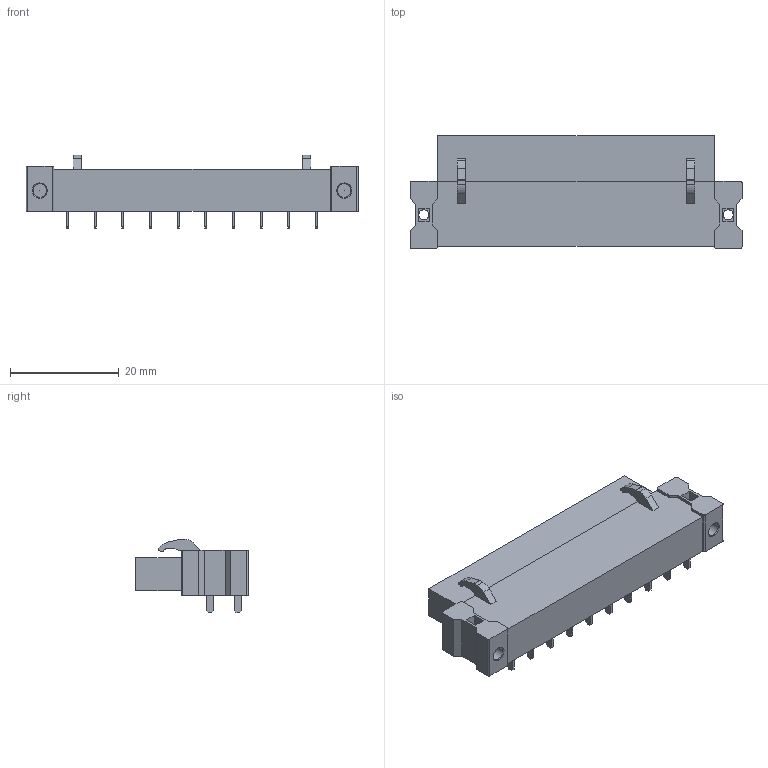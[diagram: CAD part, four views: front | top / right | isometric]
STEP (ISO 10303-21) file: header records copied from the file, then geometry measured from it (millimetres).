
FILE_DESCRIPTION(('CATIA V5 STEP','CAx-IF Rec.Pracs.--- Model Styling and Organization---1.2---2011-12-15'),'2;1');
FILE_NAME ('D1457323_0_1843830000_1843830000.stp','2018-09-01T03:05:35+00:00',('none'),('Weidmueller'),'CATIA Version 5-6 Release 2014','CATIA V5 STEP AP214','none');
FILE_SCHEMA(('AUTOMOTIVE_DESIGN { 1 0 10303 214 1 1 1 1 }'));
Length unit declared in the file: millimetre
Products named in the file (1): 1843830000
Bounding box: 60.96 x 20.65 x 13.48 mm (x, y, z)
Volume: 7972.6 mm3; surface area: 4322.7 mm2
Topology: 21 solids, 21 shells, 422 faces, 1010 edges, 670 vertices
Faces by surface type: plane 352, cylinder 42, cone 28
Entity records: 11062 total; most frequent: ORIENTED_EDGE 2020, CARTESIAN_POINT 1918, DIRECTION 1484, EDGE_CURVE 1010, VECTOR 878, LINE 878, VERTEX_POINT 670, EDGE_LOOP 474
